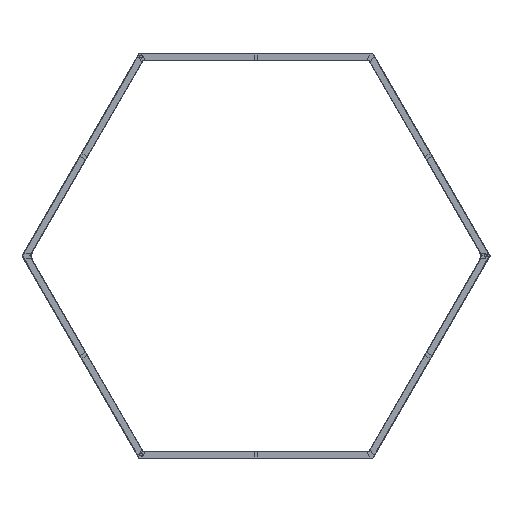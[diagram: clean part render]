
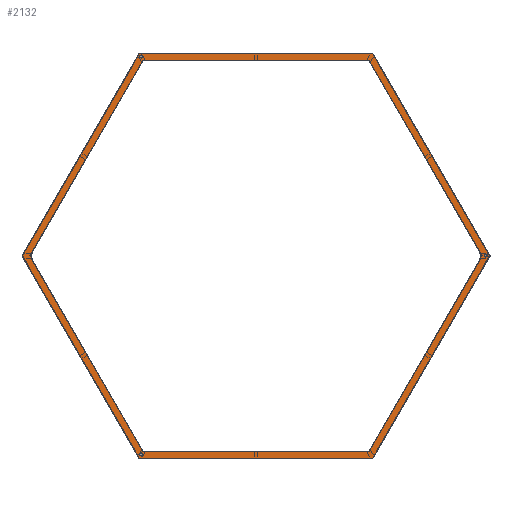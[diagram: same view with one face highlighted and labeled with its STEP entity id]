
A CAD part, top view. The second image highlights one B-rep face of the part: STEP entity #2132.
In plain terms, the highlighted face is planar.
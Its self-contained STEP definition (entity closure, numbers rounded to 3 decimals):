
#73=FACE_BOUND('',#369,.T.);
#74=FACE_BOUND('',#370,.T.);
#75=FACE_BOUND('',#371,.T.);
#76=FACE_BOUND('',#372,.T.);
#125=PLANE('',#2361);
#237=FACE_OUTER_BOUND('',#368,.T.);
#368=EDGE_LOOP('',(#1583,#1584,#1585,#1586,#1587,#1588));
#369=EDGE_LOOP('',(#1589));
#370=EDGE_LOOP('',(#1590));
#371=EDGE_LOOP('',(#1591));
#372=EDGE_LOOP('',(#1592,#1593,#1594,#1595,#1596,#1597));
#523=LINE('',#3224,#770);
#525=LINE('',#3233,#772);
#526=LINE('',#3237,#773);
#527=LINE('',#3240,#774);
#529=LINE('',#3245,#776);
#531=LINE('',#3249,#778);
#533=LINE('',#3255,#780);
#534=LINE('',#3257,#781);
#535=LINE('',#3259,#782);
#536=LINE('',#3261,#783);
#537=LINE('',#3263,#784);
#538=LINE('',#3264,#785);
#770=VECTOR('',#2598,10.);
#772=VECTOR('',#2608,10.);
#773=VECTOR('',#2613,10.);
#774=VECTOR('',#2618,10.);
#776=VECTOR('',#2622,10.);
#778=VECTOR('',#2628,10.);
#780=VECTOR('',#2634,10.);
#781=VECTOR('',#2635,10.);
#782=VECTOR('',#2636,10.);
#783=VECTOR('',#2637,10.);
#784=VECTOR('',#2638,10.);
#785=VECTOR('',#2639,10.);
#989=CIRCLE('',#2321,1.5);
#991=CIRCLE('',#2325,1.5);
#993=CIRCLE('',#2329,1.5);
#1011=VERTEX_POINT('',#3138);
#1013=VERTEX_POINT('',#3145);
#1015=VERTEX_POINT('',#3152);
#1039=VERTEX_POINT('',#3222);
#1040=VERTEX_POINT('',#3223);
#1042=VERTEX_POINT('',#3230);
#1043=VERTEX_POINT('',#3232);
#1044=VERTEX_POINT('',#3236);
#1046=VERTEX_POINT('',#3244);
#1047=VERTEX_POINT('',#3253);
#1048=VERTEX_POINT('',#3254);
#1049=VERTEX_POINT('',#3256);
#1050=VERTEX_POINT('',#3258);
#1051=VERTEX_POINT('',#3260);
#1052=VERTEX_POINT('',#3262);
#1199=EDGE_CURVE('',#1011,#1011,#989,.T.);
#1202=EDGE_CURVE('',#1013,#1013,#991,.T.);
#1205=EDGE_CURVE('',#1015,#1015,#993,.T.);
#1239=EDGE_CURVE('',#1039,#1040,#523,.T.);
#1244=EDGE_CURVE('',#1042,#1043,#525,.T.);
#1246=EDGE_CURVE('',#1040,#1044,#526,.T.);
#1248=EDGE_CURVE('',#1044,#1042,#527,.T.);
#1250=EDGE_CURVE('',#1043,#1046,#529,.T.);
#1253=EDGE_CURVE('',#1046,#1039,#531,.T.);
#1255=EDGE_CURVE('',#1047,#1048,#533,.T.);
#1256=EDGE_CURVE('',#1049,#1047,#534,.T.);
#1257=EDGE_CURVE('',#1050,#1049,#535,.T.);
#1258=EDGE_CURVE('',#1051,#1050,#536,.T.);
#1259=EDGE_CURVE('',#1052,#1051,#537,.T.);
#1260=EDGE_CURVE('',#1048,#1052,#538,.T.);
#1583=ORIENTED_EDGE('',*,*,#1244,.F.);
#1584=ORIENTED_EDGE('',*,*,#1248,.F.);
#1585=ORIENTED_EDGE('',*,*,#1246,.F.);
#1586=ORIENTED_EDGE('',*,*,#1239,.F.);
#1587=ORIENTED_EDGE('',*,*,#1253,.F.);
#1588=ORIENTED_EDGE('',*,*,#1250,.F.);
#1589=ORIENTED_EDGE('',*,*,#1199,.T.);
#1590=ORIENTED_EDGE('',*,*,#1202,.T.);
#1591=ORIENTED_EDGE('',*,*,#1205,.T.);
#1592=ORIENTED_EDGE('',*,*,#1255,.F.);
#1593=ORIENTED_EDGE('',*,*,#1256,.F.);
#1594=ORIENTED_EDGE('',*,*,#1257,.F.);
#1595=ORIENTED_EDGE('',*,*,#1258,.F.);
#1596=ORIENTED_EDGE('',*,*,#1259,.F.);
#1597=ORIENTED_EDGE('',*,*,#1260,.F.);
#2132=ADVANCED_FACE('',(#237,#73,#74,#75,#76),#125,.F.);
#2321=AXIS2_PLACEMENT_3D('',#3139,#2514,#2515);
#2325=AXIS2_PLACEMENT_3D('',#3146,#2523,#2524);
#2329=AXIS2_PLACEMENT_3D('',#3153,#2532,#2533);
#2361=AXIS2_PLACEMENT_3D('',#3252,#2632,#2633);
#2514=DIRECTION('center_axis',(0.,0.,1.));
#2515=DIRECTION('ref_axis',(0.5,0.866,0.));
#2523=DIRECTION('center_axis',(0.,0.,1.));
#2524=DIRECTION('ref_axis',(0.5,-0.866,0.));
#2532=DIRECTION('center_axis',(0.,0.,1.));
#2533=DIRECTION('ref_axis',(-1.,0.,0.));
#2598=DIRECTION('',(0.5,-0.866,0.));
#2608=DIRECTION('',(-0.5,0.866,0.));
#2613=DIRECTION('',(1.,0.,0.));
#2618=DIRECTION('',(0.5,0.866,0.));
#2622=DIRECTION('',(-1.,0.,0.));
#2628=DIRECTION('',(-0.5,-0.866,0.));
#2632=DIRECTION('center_axis',(0.,0.,1.));
#2633=DIRECTION('ref_axis',(1.,0.,0.));
#2634=DIRECTION('',(0.5,0.866,0.));
#2635=DIRECTION('',(-0.5,0.866,0.));
#2636=DIRECTION('',(-1.,0.,0.));
#2637=DIRECTION('',(-0.5,-0.866,0.));
#2638=DIRECTION('',(0.5,-0.866,0.));
#2639=DIRECTION('',(1.,0.,0.));
#3138=CARTESIAN_POINT('',(-418.1,-724.171,0.));
#3139=CARTESIAN_POINT('Origin',(-417.35,-722.872,0.));
#3145=CARTESIAN_POINT('',(-418.1,724.171,0.));
#3146=CARTESIAN_POINT('Origin',(-417.35,722.872,0.));
#3152=CARTESIAN_POINT('',(836.2,0.,0.));
#3153=CARTESIAN_POINT('Origin',(834.7,0.,0.));
#3222=CARTESIAN_POINT('',(-849.134,0.,0.));
#3223=CARTESIAN_POINT('',(-424.567,-735.372,0.));
#3224=CARTESIAN_POINT('',(-743.1,-183.655,0.));
#3230=CARTESIAN_POINT('',(849.134,0.,0.));
#3232=CARTESIAN_POINT('',(424.567,735.372,0.));
#3233=CARTESIAN_POINT('',(743.1,183.655,0.));
#3236=CARTESIAN_POINT('',(424.567,-735.372,0.));
#3237=CARTESIAN_POINT('',(100.614,-735.372,0.));
#3240=CARTESIAN_POINT('',(687.157,-280.551,0.));
#3244=CARTESIAN_POINT('',(-424.567,735.372,0.));
#3245=CARTESIAN_POINT('',(525.614,735.372,0.));
#3249=CARTESIAN_POINT('',(-374.043,822.881,0.));
#3252=CARTESIAN_POINT('Origin',(626.228,361.553,0.));
#3253=CARTESIAN_POINT('',(-820.266,0.,0.));
#3254=CARTESIAN_POINT('',(-410.133,710.372,0.));
#3255=CARTESIAN_POINT('',(-561.068,448.945,0.));
#3256=CARTESIAN_POINT('',(-410.133,-710.372,0.));
#3257=CARTESIAN_POINT('',(-512.775,-532.591,0.));
#3258=CARTESIAN_POINT('',(410.133,-710.372,0.));
#3259=CARTESIAN_POINT('',(517.964,-710.372,0.));
#3260=CARTESIAN_POINT('',(820.266,0.,0.));
#3261=CARTESIAN_POINT('',(874.182,93.384,0.));
#3262=CARTESIAN_POINT('',(410.133,710.372,0.));
#3263=CARTESIAN_POINT('',(512.775,532.591,0.));
#3264=CARTESIAN_POINT('',(108.264,710.372,0.));
